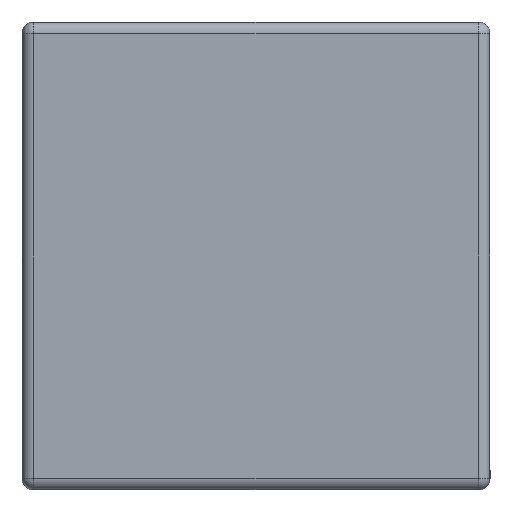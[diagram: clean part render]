
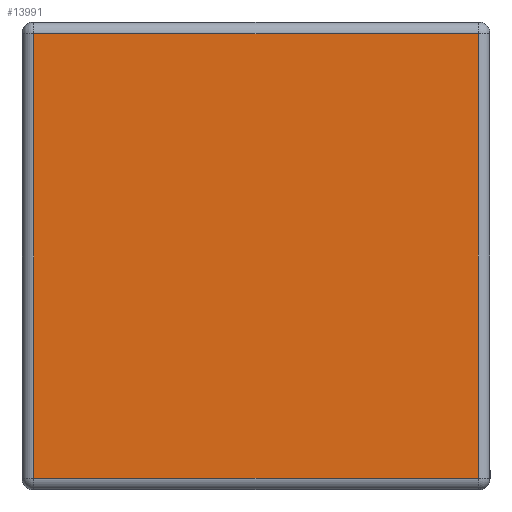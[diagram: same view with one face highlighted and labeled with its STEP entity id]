
A CAD part, left-side view. The second image highlights one B-rep face of the part: STEP entity #13991.
In plain terms, the highlighted planar face has unit normal (-1, 0, 0).
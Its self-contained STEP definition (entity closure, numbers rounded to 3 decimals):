
#864 = ORIENTED_EDGE ( 'NONE', *, *, #6644, .T. ) ;
#1829 = DIRECTION ( 'NONE',  ( -1., 0., 0. ) ) ;
#1969 = ORIENTED_EDGE ( 'NONE', *, *, #5698, .T. ) ;
#2155 = DIRECTION ( 'NONE',  ( 0., 1., 0. ) ) ;
#3175 = VERTEX_POINT ( 'NONE', #4415 ) ;
#3317 = DIRECTION ( 'NONE',  ( 0., 0., -1. ) ) ;
#3403 = VERTEX_POINT ( 'NONE', #11688 ) ;
#3783 = CARTESIAN_POINT ( 'NONE',  ( -0.2, -0.1, -0.095 ) ) ;
#4415 = CARTESIAN_POINT ( 'NONE',  ( -0.2, 0.095, 0.095 ) ) ;
#4635 = CARTESIAN_POINT ( 'NONE',  ( -0.2, 0., 0. ) ) ;
#4641 = EDGE_CURVE ( 'NONE', #17696, #13218, #14981, .T. ) ;
#5034 = LINE ( 'NONE', #12164, #7380 ) ;
#5589 = DIRECTION ( 'NONE',  ( 0., 0., -1. ) ) ;
#5698 = EDGE_CURVE ( 'NONE', #13218, #3175, #5034, .T. ) ;
#6410 = EDGE_LOOP ( 'NONE', ( #1969, #13555, #864, #9237 ) ) ;
#6644 = EDGE_CURVE ( 'NONE', #3403, #17696, #11003, .T. ) ;
#7380 = VECTOR ( 'NONE', #2155, 1000. ) ;
#8552 = VECTOR ( 'NONE', #5589, 1000. ) ;
#8689 = CARTESIAN_POINT ( 'NONE',  ( -0.2, -0.095, -0.095 ) ) ;
#9109 = FACE_OUTER_BOUND ( 'NONE', #6410, .T. ) ;
#9179 = DIRECTION ( 'NONE',  ( 0., 0., 1. ) ) ;
#9237 = ORIENTED_EDGE ( 'NONE', *, *, #4641, .T. ) ;
#9542 = DIRECTION ( 'NONE',  ( 0., -1., 0. ) ) ;
#9600 = CARTESIAN_POINT ( 'NONE',  ( -0.2, 0.095, -0.1 ) ) ;
#10990 = AXIS2_PLACEMENT_3D ( 'NONE', #4635, #1829, #3317 ) ;
#11003 = LINE ( 'NONE', #3783, #15521 ) ;
#11438 = LINE ( 'NONE', #9600, #8552 ) ;
#11688 = CARTESIAN_POINT ( 'NONE',  ( -0.2, 0.095, -0.095 ) ) ;
#12134 = EDGE_CURVE ( 'NONE', #3175, #3403, #11438, .T. ) ;
#12164 = CARTESIAN_POINT ( 'NONE',  ( -0.2, 0.1, 0.095 ) ) ;
#12940 = CARTESIAN_POINT ( 'NONE',  ( -0.2, -0.095, 0.095 ) ) ;
#13218 = VERTEX_POINT ( 'NONE', #12940 ) ;
#13306 = PLANE ( 'NONE',  #10990 ) ;
#13555 = ORIENTED_EDGE ( 'NONE', *, *, #12134, .T. ) ;
#13991 = ADVANCED_FACE ( 'NONE', ( #9109 ), #13306, .T. ) ;
#14904 = VECTOR ( 'NONE', #9179, 1000. ) ;
#14981 = LINE ( 'NONE', #16353, #14904 ) ;
#15521 = VECTOR ( 'NONE', #9542, 1000. ) ;
#16353 = CARTESIAN_POINT ( 'NONE',  ( -0.2, -0.095, 0.1 ) ) ;
#17696 = VERTEX_POINT ( 'NONE', #8689 ) ;
